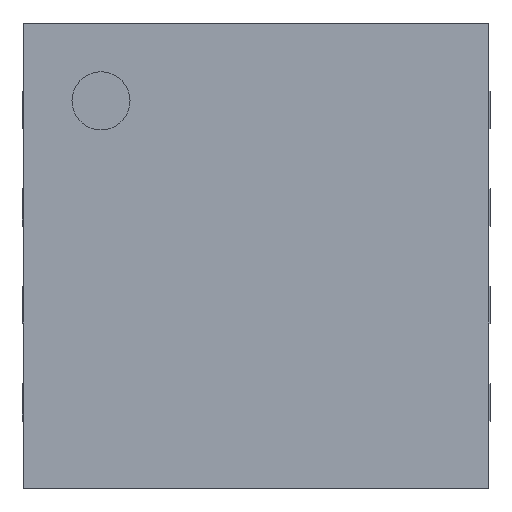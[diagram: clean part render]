
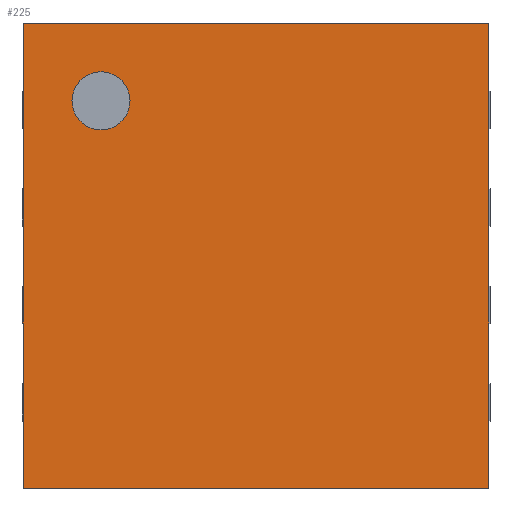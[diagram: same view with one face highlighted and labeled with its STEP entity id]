
A CAD part, top view. The second image highlights one B-rep face of the part: STEP entity #225.
In plain terms, the highlighted planar face has unit normal (0, 0, 1).
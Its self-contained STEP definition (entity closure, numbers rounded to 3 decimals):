
#161 = VERTEX_POINT('',#162);
#162 = CARTESIAN_POINT('',(0.,0.,1.1));
#177 = VERTEX_POINT('',#178);
#178 = CARTESIAN_POINT('',(0.,3.1,1.1));
#184 = EDGE_CURVE('',#161,#177,#185,.T.);
#185 = LINE('',#186,#187);
#186 = CARTESIAN_POINT('',(0.,0.,1.1));
#187 = VECTOR('',#188,1.);
#188 = DIRECTION('',(-0.,1.,0.));
#207 = EDGE_CURVE('',#161,#208,#210,.T.);
#208 = VERTEX_POINT('',#209);
#209 = CARTESIAN_POINT('',(3.1,0.,1.1));
#210 = LINE('',#211,#212);
#211 = CARTESIAN_POINT('',(0.,0.,1.1));
#212 = VECTOR('',#213,1.);
#213 = DIRECTION('',(1.,0.,-0.));
#225 = ADVANCED_FACE('',(#226,#244),#255,.T.);
#226 = FACE_BOUND('',#227,.T.);
#227 = EDGE_LOOP('',(#228,#229,#230,#238));
#228 = ORIENTED_EDGE('',*,*,#184,.F.);
#229 = ORIENTED_EDGE('',*,*,#207,.T.);
#230 = ORIENTED_EDGE('',*,*,#231,.T.);
#231 = EDGE_CURVE('',#208,#232,#234,.T.);
#232 = VERTEX_POINT('',#233);
#233 = CARTESIAN_POINT('',(3.1,3.1,1.1));
#234 = LINE('',#235,#236);
#235 = CARTESIAN_POINT('',(3.1,0.,1.1));
#236 = VECTOR('',#237,1.);
#237 = DIRECTION('',(-0.,1.,0.));
#238 = ORIENTED_EDGE('',*,*,#239,.F.);
#239 = EDGE_CURVE('',#177,#232,#240,.T.);
#240 = LINE('',#241,#242);
#241 = CARTESIAN_POINT('',(0.,3.1,1.1));
#242 = VECTOR('',#243,1.);
#243 = DIRECTION('',(1.,0.,-0.));
#244 = FACE_BOUND('',#245,.T.);
#245 = EDGE_LOOP('',(#246));
#246 = ORIENTED_EDGE('',*,*,#247,.F.);
#247 = EDGE_CURVE('',#248,#248,#250,.T.);
#248 = VERTEX_POINT('',#249);
#249 = CARTESIAN_POINT('',(0.71,2.583,1.1));
#250 = CIRCLE('',#251,0.194);
#251 = AXIS2_PLACEMENT_3D('',#252,#253,#254);
#252 = CARTESIAN_POINT('',(0.517,2.583,1.1));
#253 = DIRECTION('',(0.,0.,1.));
#254 = DIRECTION('',(1.,0.,-0.));
#255 = PLANE('',#256);
#256 = AXIS2_PLACEMENT_3D('',#257,#258,#259);
#257 = CARTESIAN_POINT('',(0.,0.,1.1));
#258 = DIRECTION('',(0.,0.,1.));
#259 = DIRECTION('',(1.,0.,-0.));
